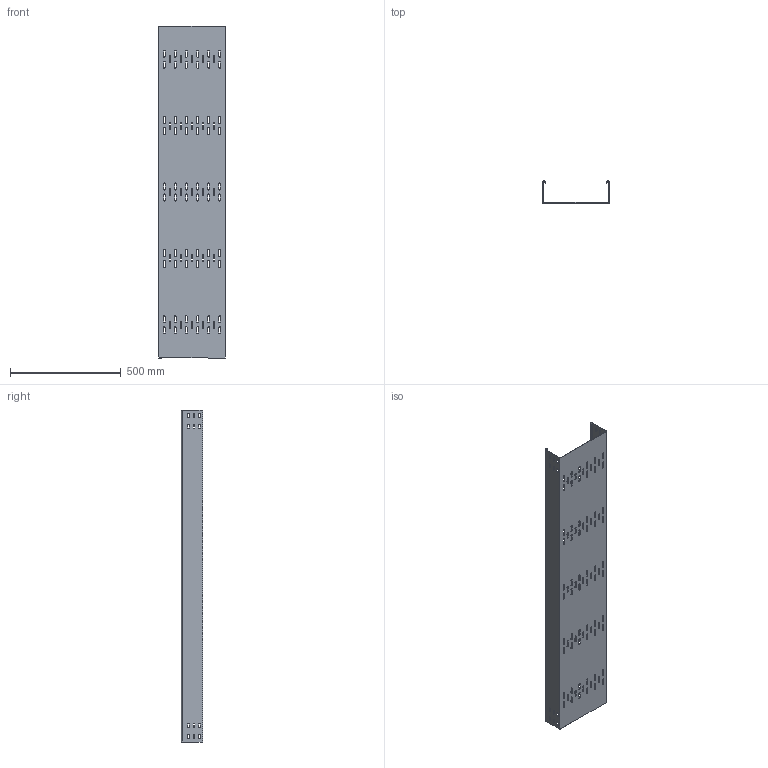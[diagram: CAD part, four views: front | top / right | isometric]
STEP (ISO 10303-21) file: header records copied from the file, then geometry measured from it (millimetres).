
FILE_DESCRIPTION (( 'STEP AP214' ), '1' );
FILE_NAME ('6061974.STEP', '2019-11-27T08:12:38', ( '' ), ( '' ), 'SwSTEP 2.0', 'SolidWorks 2018', '' );
FILE_SCHEMA (( 'AUTOMOTIVE_DESIGN' ));
Length unit declared in the file: millimetre
Products named in the file (1): 6061974
Bounding box: 300 x 98 x 1500 mm (x, y, z)
Volume: 1509740.2 mm3; surface area: 1532351.9 mm2
Topology: 1 solids, 1 shells, 555 faces, 1643 edges, 1090 vertices
Faces by surface type: cylinder 307, plane 248
Entity records: 19345 total; most frequent: DIRECTION 3369, CARTESIAN_POINT 3289, ORIENTED_EDGE 3286, EDGE_CURVE 1643, AXIS2_PLACEMENT_3D 1170, VERTEX_POINT 1090, LINE 1029, VECTOR 1029
